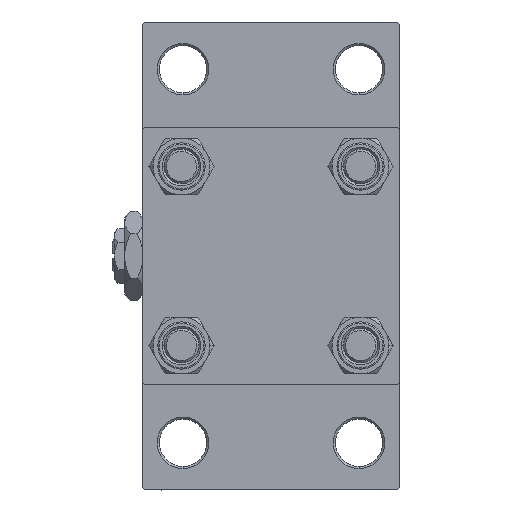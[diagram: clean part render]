
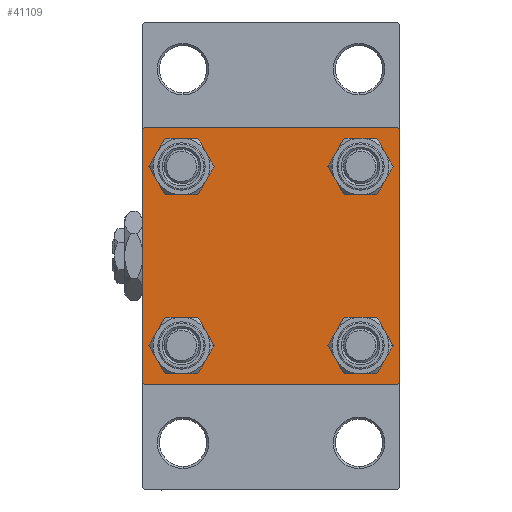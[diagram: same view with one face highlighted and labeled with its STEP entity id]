
A CAD part, left-side view. The second image highlights one B-rep face of the part: STEP entity #41109.
In plain terms, the highlighted planar face has unit normal (-1, 0, 0).
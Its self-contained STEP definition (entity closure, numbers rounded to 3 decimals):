
#8 = DIRECTION ( 'NONE',  ( 0., 0., 1. ) ) ;
#229 = DIRECTION ( 'NONE',  ( 0., 0.707, 0.707 ) ) ;
#269 = VERTEX_POINT ( 'NONE', #12231 ) ;
#340 = EDGE_LOOP ( 'NONE', ( #6798, #29638 ) ) ;
#728 = VERTEX_POINT ( 'NONE', #30200 ) ;
#744 = VECTOR ( 'NONE', #4232, 1000. ) ;
#1440 = EDGE_CURVE ( 'NONE', #48371, #28405, #11402, .T. ) ;
#1532 = FACE_BOUND ( 'NONE', #37950, .T. ) ;
#2015 = DIRECTION ( 'NONE',  ( 0., 0., 1. ) ) ;
#2249 = FACE_OUTER_BOUND ( 'NONE', #15542, .T. ) ;
#2517 = ORIENTED_EDGE ( 'NONE', *, *, #5626, .T. ) ;
#2575 = AXIS2_PLACEMENT_3D ( 'NONE', #27509, #27270, #46084 ) ;
#2740 = CARTESIAN_POINT ( 'NONE',  ( 0., 29.5, -30. ) ) ;
#3062 = EDGE_LOOP ( 'NONE', ( #18538, #36439 ) ) ;
#3330 = DIRECTION ( 'NONE',  ( 0., 0., 1. ) ) ;
#3491 = DIRECTION ( 'NONE',  ( 0., 0., -1. ) ) ;
#4232 = DIRECTION ( 'NONE',  ( 0., 0., -1. ) ) ;
#4624 = VERTEX_POINT ( 'NONE', #44183 ) ;
#4904 = ORIENTED_EDGE ( 'NONE', *, *, #31365, .T. ) ;
#5626 = EDGE_CURVE ( 'NONE', #47379, #48371, #38264, .T. ) ;
#5989 = DIRECTION ( 'NONE',  ( 0., -1., 0. ) ) ;
#6337 = ORIENTED_EDGE ( 'NONE', *, *, #30780, .T. ) ;
#6798 = ORIENTED_EDGE ( 'NONE', *, *, #26534, .T. ) ;
#6854 = ORIENTED_EDGE ( 'NONE', *, *, #1440, .T. ) ;
#7106 = DIRECTION ( 'NONE',  ( 1., 0., 0. ) ) ;
#7270 = VERTEX_POINT ( 'NONE', #43760 ) ;
#7645 = VERTEX_POINT ( 'NONE', #28602 ) ;
#7708 = VERTEX_POINT ( 'NONE', #45411 ) ;
#8061 = DIRECTION ( 'NONE',  ( 0., 0.707, -0.707 ) ) ;
#8142 = LINE ( 'NONE', #34144, #33475 ) ;
#8907 = ORIENTED_EDGE ( 'NONE', *, *, #33780, .T. ) ;
#9933 = FACE_BOUND ( 'NONE', #31991, .T. ) ;
#10016 = EDGE_CURVE ( 'NONE', #32651, #38453, #45267, .T. ) ;
#10225 = CARTESIAN_POINT ( 'NONE',  ( 0., -20.85, -20.85 ) ) ;
#10360 = CARTESIAN_POINT ( 'NONE',  ( 0., 20.85, -16.35 ) ) ;
#10863 = VECTOR ( 'NONE', #14464, 1000. ) ;
#11351 = CARTESIAN_POINT ( 'NONE',  ( 0., 30., -30. ) ) ;
#11402 = LINE ( 'NONE', #29729, #27118 ) ;
#11638 = CARTESIAN_POINT ( 'NONE',  ( 0., -30., 29.5 ) ) ;
#11990 = CIRCLE ( 'NONE', #12769, 4.5 ) ;
#12071 = EDGE_CURVE ( 'NONE', #38453, #7708, #18176, .T. ) ;
#12203 = CARTESIAN_POINT ( 'NONE',  ( 0., 29.75, -29.75 ) ) ;
#12231 = CARTESIAN_POINT ( 'NONE',  ( 0., -20.85, 25.35 ) ) ;
#12769 = AXIS2_PLACEMENT_3D ( 'NONE', #48543, #45314, #8 ) ;
#12982 = AXIS2_PLACEMENT_3D ( 'NONE', #46617, #42169, #31010 ) ;
#13787 = CIRCLE ( 'NONE', #12982, 4.5 ) ;
#14464 = DIRECTION ( 'NONE',  ( 0., -0.707, 0.707 ) ) ;
#14940 = ORIENTED_EDGE ( 'NONE', *, *, #10016, .T. ) ;
#15044 = ORIENTED_EDGE ( 'NONE', *, *, #21459, .T. ) ;
#15359 = VERTEX_POINT ( 'NONE', #48905 ) ;
#15542 = EDGE_LOOP ( 'NONE', ( #6854, #6337, #14940, #35891, #30503, #46316, #28504, #2517 ) ) ;
#15835 = DIRECTION ( 'NONE',  ( 1., 0., 0. ) ) ;
#15869 = AXIS2_PLACEMENT_3D ( 'NONE', #45555, #15835, #30682 ) ;
#16691 = CIRCLE ( 'NONE', #30917, 4.5 ) ;
#16873 = DIRECTION ( 'NONE',  ( -1., 0., 0. ) ) ;
#17602 = CIRCLE ( 'NONE', #2575, 4.5 ) ;
#17960 = DIRECTION ( 'NONE',  ( 0., 0., 1. ) ) ;
#18176 = LINE ( 'NONE', #32283, #10863 ) ;
#18210 = DIRECTION ( 'NONE',  ( 1., 0., 0. ) ) ;
#18538 = ORIENTED_EDGE ( 'NONE', *, *, #45417, .T. ) ;
#19569 = LINE ( 'NONE', #41862, #744 ) ;
#20288 = CARTESIAN_POINT ( 'NONE',  ( 0., 29.5, 30. ) ) ;
#20723 = AXIS2_PLACEMENT_3D ( 'NONE', #48691, #7106, #29392 ) ;
#20871 = EDGE_CURVE ( 'NONE', #25556, #20876, #16691, .T. ) ;
#20876 = VERTEX_POINT ( 'NONE', #29107 ) ;
#21459 = EDGE_CURVE ( 'NONE', #269, #728, #11990, .T. ) ;
#21523 = VERTEX_POINT ( 'NONE', #11638 ) ;
#21626 = DIRECTION ( 'NONE',  ( 0., 0., 1. ) ) ;
#22110 = AXIS2_PLACEMENT_3D ( 'NONE', #40950, #37238, #3330 ) ;
#22181 = CARTESIAN_POINT ( 'NONE',  ( 0., 30., -29.5 ) ) ;
#22747 = DIRECTION ( 'NONE',  ( 0., -1., 0. ) ) ;
#23680 = CIRCLE ( 'NONE', #22110, 4.5 ) ;
#24304 = PLANE ( 'NONE',  #30839 ) ;
#25396 = CARTESIAN_POINT ( 'NONE',  ( 0., 20.85, 20.85 ) ) ;
#25556 = VERTEX_POINT ( 'NONE', #40761 ) ;
#25820 = DIRECTION ( 'NONE',  ( 1., 0., 0. ) ) ;
#26534 = EDGE_CURVE ( 'NONE', #20876, #25556, #42064, .T. ) ;
#27118 = VECTOR ( 'NONE', #3491, 1000. ) ;
#27270 = DIRECTION ( 'NONE',  ( 1., 0., 0. ) ) ;
#27509 = CARTESIAN_POINT ( 'NONE',  ( 0., 20.85, -20.85 ) ) ;
#28405 = VERTEX_POINT ( 'NONE', #22181 ) ;
#28504 = ORIENTED_EDGE ( 'NONE', *, *, #37489, .F. ) ;
#28602 = CARTESIAN_POINT ( 'NONE',  ( 0., -20.85, -16.35 ) ) ;
#29107 = CARTESIAN_POINT ( 'NONE',  ( 0., 20.85, 25.35 ) ) ;
#29392 = DIRECTION ( 'NONE',  ( 0., 0., 1. ) ) ;
#29638 = ORIENTED_EDGE ( 'NONE', *, *, #20871, .T. ) ;
#29729 = CARTESIAN_POINT ( 'NONE',  ( 0., 30., 30. ) ) ;
#30200 = CARTESIAN_POINT ( 'NONE',  ( 0., -20.85, 16.35 ) ) ;
#30503 = ORIENTED_EDGE ( 'NONE', *, *, #38629, .F. ) ;
#30682 = DIRECTION ( 'NONE',  ( 0., 0., 1. ) ) ;
#30780 = EDGE_CURVE ( 'NONE', #28405, #32651, #46111, .T. ) ;
#30839 = AXIS2_PLACEMENT_3D ( 'NONE', #35681, #16873, #2015 ) ;
#30917 = AXIS2_PLACEMENT_3D ( 'NONE', #25396, #18210, #17960 ) ;
#31010 = DIRECTION ( 'NONE',  ( 0., 0., 1. ) ) ;
#31365 = EDGE_CURVE ( 'NONE', #7645, #7270, #13787, .T. ) ;
#31736 = CARTESIAN_POINT ( 'NONE',  ( 0., 30., 30. ) ) ;
#31991 = EDGE_LOOP ( 'NONE', ( #4904, #8907 ) ) ;
#32223 = CARTESIAN_POINT ( 'NONE',  ( 0., -29.5, -30. ) ) ;
#32283 = CARTESIAN_POINT ( 'NONE',  ( 0., -29.75, -29.75 ) ) ;
#32469 = ORIENTED_EDGE ( 'NONE', *, *, #41392, .T. ) ;
#32651 = VERTEX_POINT ( 'NONE', #2740 ) ;
#33475 = VECTOR ( 'NONE', #229, 1000. ) ;
#33780 = EDGE_CURVE ( 'NONE', #7270, #7645, #37890, .T. ) ;
#34144 = CARTESIAN_POINT ( 'NONE',  ( 0., -29.75, 29.75 ) ) ;
#35622 = CIRCLE ( 'NONE', #15869, 4.5 ) ;
#35681 = CARTESIAN_POINT ( 'NONE',  ( 0., 0., 0. ) ) ;
#35891 = ORIENTED_EDGE ( 'NONE', *, *, #12071, .T. ) ;
#36439 = ORIENTED_EDGE ( 'NONE', *, *, #38186, .T. ) ;
#37238 = DIRECTION ( 'NONE',  ( 1., 0., 0. ) ) ;
#37489 = EDGE_CURVE ( 'NONE', #47379, #15359, #47088, .T. ) ;
#37890 = CIRCLE ( 'NONE', #46588, 4.5 ) ;
#37950 = EDGE_LOOP ( 'NONE', ( #15044, #32469 ) ) ;
#38186 = EDGE_CURVE ( 'NONE', #4624, #47453, #23680, .T. ) ;
#38264 = LINE ( 'NONE', #41978, #47935 ) ;
#38453 = VERTEX_POINT ( 'NONE', #32223 ) ;
#38629 = EDGE_CURVE ( 'NONE', #21523, #7708, #19569, .T. ) ;
#39548 = VECTOR ( 'NONE', #5989, 1000. ) ;
#39642 = FACE_BOUND ( 'NONE', #340, .T. ) ;
#40055 = VECTOR ( 'NONE', #22747, 1000. ) ;
#40761 = CARTESIAN_POINT ( 'NONE',  ( 0., 20.85, 16.35 ) ) ;
#40950 = CARTESIAN_POINT ( 'NONE',  ( 0., 20.85, -20.85 ) ) ;
#41109 = ADVANCED_FACE ( 'NONE', ( #1532, #9933, #47560, #39642, #2249 ), #24304, .T. ) ;
#41392 = EDGE_CURVE ( 'NONE', #728, #269, #35622, .T. ) ;
#41862 = CARTESIAN_POINT ( 'NONE',  ( 0., -30., 30. ) ) ;
#41978 = CARTESIAN_POINT ( 'NONE',  ( 0., 29.75, 29.75 ) ) ;
#42064 = CIRCLE ( 'NONE', #20723, 4.5 ) ;
#42169 = DIRECTION ( 'NONE',  ( 1., 0., 0. ) ) ;
#42391 = DIRECTION ( 'NONE',  ( 0., -0.707, -0.707 ) ) ;
#43010 = VECTOR ( 'NONE', #42391, 1000. ) ;
#43760 = CARTESIAN_POINT ( 'NONE',  ( 0., -20.85, -25.35 ) ) ;
#44183 = CARTESIAN_POINT ( 'NONE',  ( 0., 20.85, -25.35 ) ) ;
#45267 = LINE ( 'NONE', #11351, #40055 ) ;
#45314 = DIRECTION ( 'NONE',  ( 1., 0., 0. ) ) ;
#45411 = CARTESIAN_POINT ( 'NONE',  ( 0., -30., -29.5 ) ) ;
#45417 = EDGE_CURVE ( 'NONE', #47453, #4624, #17602, .T. ) ;
#45555 = CARTESIAN_POINT ( 'NONE',  ( 0., -20.85, 20.85 ) ) ;
#46084 = DIRECTION ( 'NONE',  ( 0., 0., 1. ) ) ;
#46111 = LINE ( 'NONE', #12203, #43010 ) ;
#46316 = ORIENTED_EDGE ( 'NONE', *, *, #47990, .T. ) ;
#46588 = AXIS2_PLACEMENT_3D ( 'NONE', #10225, #25820, #21626 ) ;
#46617 = CARTESIAN_POINT ( 'NONE',  ( 0., -20.85, -20.85 ) ) ;
#47088 = LINE ( 'NONE', #31736, #39548 ) ;
#47379 = VERTEX_POINT ( 'NONE', #20288 ) ;
#47453 = VERTEX_POINT ( 'NONE', #10360 ) ;
#47560 = FACE_BOUND ( 'NONE', #3062, .T. ) ;
#47935 = VECTOR ( 'NONE', #8061, 1000. ) ;
#47990 = EDGE_CURVE ( 'NONE', #21523, #15359, #8142, .T. ) ;
#48332 = CARTESIAN_POINT ( 'NONE',  ( 0., 30., 29.5 ) ) ;
#48371 = VERTEX_POINT ( 'NONE', #48332 ) ;
#48543 = CARTESIAN_POINT ( 'NONE',  ( 0., -20.85, 20.85 ) ) ;
#48691 = CARTESIAN_POINT ( 'NONE',  ( 0., 20.85, 20.85 ) ) ;
#48905 = CARTESIAN_POINT ( 'NONE',  ( 0., -29.5, 30. ) ) ;
